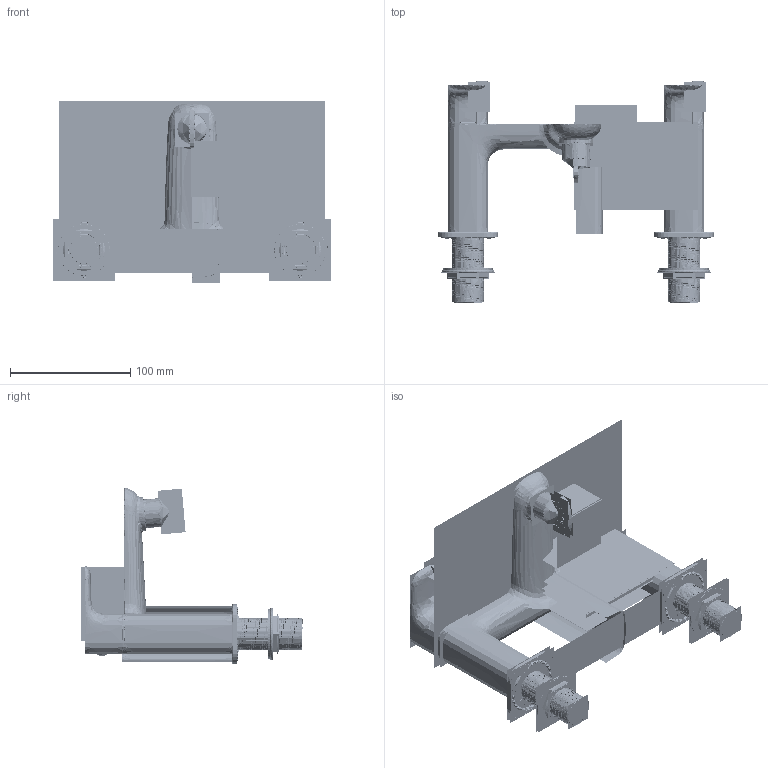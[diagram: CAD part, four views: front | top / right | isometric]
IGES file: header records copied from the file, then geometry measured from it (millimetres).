
Start section:  PTC IGES file: MYBF2THC_asm.igs
Global section: file name: MYBF2THC_asm.igs; native system: Creo Parametric by PTC Inc.; preprocessor: 2018420; author: linlina; organization: Unknown; date: 20191213.160358; units: millimetre
Bounding box: 232 x 184.32 x 151.87 mm (x, y, z)
Surface area: 9246887.3 mm2 (no closed solid volume)
Topology: 0 solids, 0 shells, 14550 faces, 129673 edges, 191908 vertices
Faces by surface type: bspline 14550
